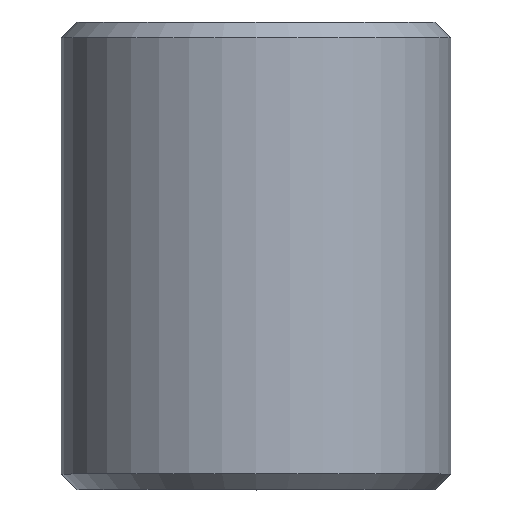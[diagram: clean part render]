
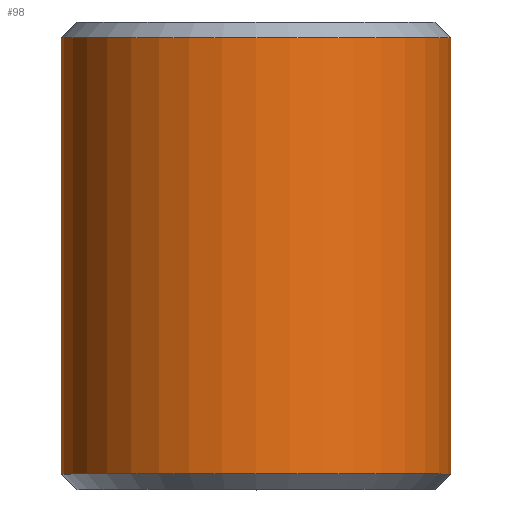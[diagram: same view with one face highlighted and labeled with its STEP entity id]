
A CAD part, top view. The second image highlights one B-rep face of the part: STEP entity #98.
In plain terms, the highlighted cylindrical face has radius 2.5 mm (diameter 5 mm), a full revolution.
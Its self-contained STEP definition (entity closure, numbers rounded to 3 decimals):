
#19=CYLINDRICAL_SURFACE('',#130,2.5);
#22=FACE_OUTER_BOUND('',#28,.T.);
#28=EDGE_LOOP('',(#76,#77,#78,#79,#80,#81));
#36=LINE('',#188,#40);
#40=VECTOR('',#157,2.5);
#43=CIRCLE('',#127,2.5);
#45=CIRCLE('',#129,2.5);
#46=CIRCLE('',#131,2.5);
#47=CIRCLE('',#132,2.5);
#51=VERTEX_POINT('',#176);
#52=VERTEX_POINT('',#177);
#54=VERTEX_POINT('',#184);
#55=VERTEX_POINT('',#185);
#59=EDGE_CURVE('',#51,#52,#43,.T.);
#62=EDGE_CURVE('',#52,#51,#45,.T.);
#63=EDGE_CURVE('',#54,#55,#46,.T.);
#64=EDGE_CURVE('',#55,#54,#47,.T.);
#65=EDGE_CURVE('',#55,#51,#36,.T.);
#76=ORIENTED_EDGE('',*,*,#63,.F.);
#77=ORIENTED_EDGE('',*,*,#64,.F.);
#78=ORIENTED_EDGE('',*,*,#65,.T.);
#79=ORIENTED_EDGE('',*,*,#62,.F.);
#80=ORIENTED_EDGE('',*,*,#59,.F.);
#81=ORIENTED_EDGE('',*,*,#65,.F.);
#98=ADVANCED_FACE('',(#22),#19,.T.);
#127=AXIS2_PLACEMENT_3D('',#178,#144,#145);
#129=AXIS2_PLACEMENT_3D('',#182,#149,#150);
#130=AXIS2_PLACEMENT_3D('',#183,#151,#152);
#131=AXIS2_PLACEMENT_3D('',#186,#153,#154);
#132=AXIS2_PLACEMENT_3D('',#187,#155,#156);
#144=DIRECTION('center_axis',(0.,-1.,0.));
#145=DIRECTION('ref_axis',(1.,0.,0.));
#149=DIRECTION('center_axis',(0.,-1.,0.));
#150=DIRECTION('ref_axis',(1.,0.,0.));
#151=DIRECTION('center_axis',(0.,1.,0.));
#152=DIRECTION('ref_axis',(-1.,0.,0.));
#153=DIRECTION('center_axis',(0.,1.,0.));
#154=DIRECTION('ref_axis',(1.,0.,0.));
#155=DIRECTION('center_axis',(0.,1.,0.));
#156=DIRECTION('ref_axis',(1.,0.,0.));
#157=DIRECTION('',(0.,-1.,0.));
#176=CARTESIAN_POINT('',(2.5,0.2,0.));
#177=CARTESIAN_POINT('',(-2.5,0.2,0.));
#178=CARTESIAN_POINT('Origin',(0.,0.2,0.));
#182=CARTESIAN_POINT('Origin',(0.,0.2,0.));
#183=CARTESIAN_POINT('Origin',(0.,0.,0.));
#184=CARTESIAN_POINT('',(-2.5,5.8,0.));
#185=CARTESIAN_POINT('',(2.5,5.8,0.));
#186=CARTESIAN_POINT('Origin',(0.,5.8,0.));
#187=CARTESIAN_POINT('Origin',(0.,5.8,0.));
#188=CARTESIAN_POINT('',(2.5,0.,0.));
